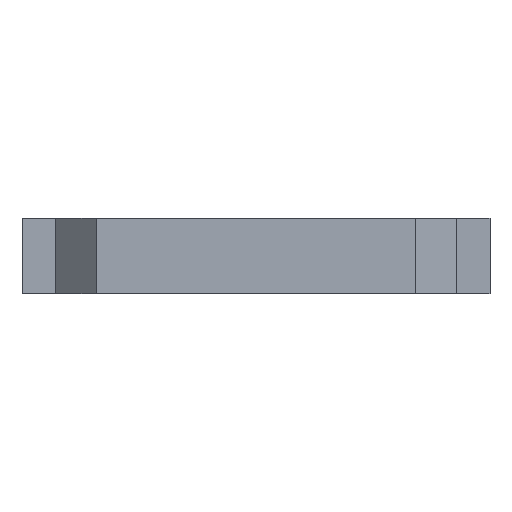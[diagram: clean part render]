
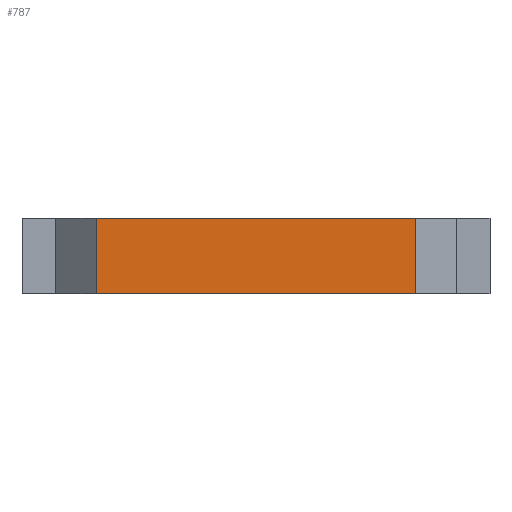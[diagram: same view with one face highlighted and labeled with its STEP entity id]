
A CAD part, left-side view. The second image highlights one B-rep face of the part: STEP entity #787.
In plain terms, the highlighted planar face has unit normal (-1, 0, 0).
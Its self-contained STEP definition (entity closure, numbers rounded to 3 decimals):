
#51=PLANE('',#860);
#91=FACE_OUTER_BOUND('',#136,.T.);
#136=EDGE_LOOP('',(#734,#735,#736,#737));
#188=LINE('',#1198,#283);
#212=LINE('',#1243,#307);
#226=LINE('',#1269,#321);
#232=LINE('',#1280,#327);
#283=VECTOR('',#979,10.);
#307=VECTOR('',#1011,10.);
#321=VECTOR('',#1037,10.);
#327=VECTOR('',#1053,10.);
#391=VERTEX_POINT('',#1195);
#392=VERTEX_POINT('',#1197);
#408=VERTEX_POINT('',#1240);
#409=VERTEX_POINT('',#1242);
#479=EDGE_CURVE('',#391,#392,#188,.T.);
#503=EDGE_CURVE('',#408,#409,#212,.T.);
#517=EDGE_CURVE('',#391,#409,#226,.T.);
#523=EDGE_CURVE('',#392,#408,#232,.T.);
#734=ORIENTED_EDGE('',*,*,#503,.F.);
#735=ORIENTED_EDGE('',*,*,#523,.F.);
#736=ORIENTED_EDGE('',*,*,#479,.F.);
#737=ORIENTED_EDGE('',*,*,#517,.T.);
#787=ADVANCED_FACE('',(#91),#51,.T.);
#860=AXIS2_PLACEMENT_3D('',#1285,#1061,#1062);
#979=DIRECTION('',(0.,1.,0.));
#1011=DIRECTION('',(0.,-1.,0.));
#1037=DIRECTION('',(0.,0.,1.));
#1053=DIRECTION('',(0.,0.,1.));
#1061=DIRECTION('center_axis',(-1.,0.,0.));
#1062=DIRECTION('ref_axis',(0.,1.,0.));
#1195=CARTESIAN_POINT('',(-60.33,3.93,14.));
#1197=CARTESIAN_POINT('',(-60.33,37.93,14.));
#1198=CARTESIAN_POINT('',(-60.33,3.93,14.));
#1240=CARTESIAN_POINT('',(-60.33,37.93,22.));
#1242=CARTESIAN_POINT('',(-60.33,3.93,22.));
#1243=CARTESIAN_POINT('',(-60.33,12.53,22.));
#1269=CARTESIAN_POINT('',(-60.33,3.93,14.));
#1280=CARTESIAN_POINT('',(-60.33,37.93,14.));
#1285=CARTESIAN_POINT('Origin',(-60.33,4.13,22.));
